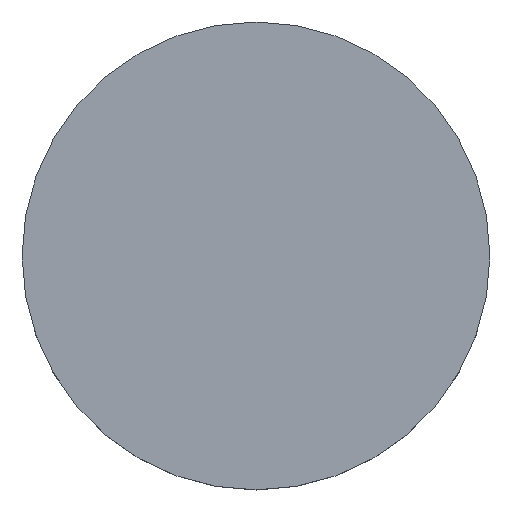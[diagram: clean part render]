
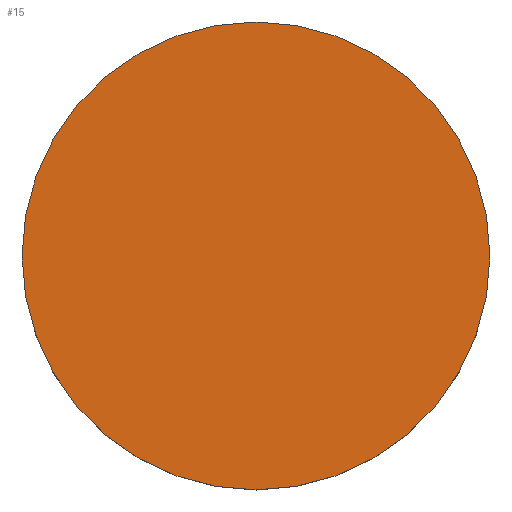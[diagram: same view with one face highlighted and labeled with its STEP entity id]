
A CAD part, top view. The second image highlights one B-rep face of the part: STEP entity #15.
In plain terms, the highlighted planar face has unit normal (0, 0, 1).
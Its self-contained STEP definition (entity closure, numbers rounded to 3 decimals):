
#5 = ORIENTED_EDGE ( 'NONE', *, *, #161, .F. ) ;
#15 = ADVANCED_FACE ( 'NONE', ( #183 ), #37, .T. ) ;
#23 = CARTESIAN_POINT ( 'NONE',  ( 25.4, 0., 5. ) ) ;
#24 = AXIS2_PLACEMENT_3D ( 'NONE', #173, #135, #191 ) ;
#37 = PLANE ( 'NONE',  #198 ) ;
#62 = CIRCLE ( 'NONE', #24, 25.4 ) ;
#76 = DIRECTION ( 'NONE',  ( 1., 0., 0. ) ) ;
#77 = DIRECTION ( 'NONE',  ( 0., 0., -1. ) ) ;
#89 = CARTESIAN_POINT ( 'NONE',  ( 0., 52.02, 5. ) ) ;
#125 = CIRCLE ( 'NONE', #220, 25.4 ) ;
#135 = DIRECTION ( 'NONE',  ( 0., 0., -1. ) ) ;
#140 = ORIENTED_EDGE ( 'NONE', *, *, #226, .F. ) ;
#161 = EDGE_CURVE ( 'NONE', #179, #181, #125, .T. ) ;
#173 = CARTESIAN_POINT ( 'NONE',  ( 0., 0., 5. ) ) ;
#179 = VERTEX_POINT ( 'NONE', #23 ) ;
#181 = VERTEX_POINT ( 'NONE', #227 ) ;
#183 = FACE_OUTER_BOUND ( 'NONE', #224, .T. ) ;
#188 = DIRECTION ( 'NONE',  ( 0., 0., 1. ) ) ;
#191 = DIRECTION ( 'NONE',  ( 1., 0., 0. ) ) ;
#192 = CARTESIAN_POINT ( 'NONE',  ( 0., 0., 5. ) ) ;
#198 = AXIS2_PLACEMENT_3D ( 'NONE', #89, #188, #218 ) ;
#218 = DIRECTION ( 'NONE',  ( 1., 0., 0. ) ) ;
#220 = AXIS2_PLACEMENT_3D ( 'NONE', #192, #77, #76 ) ;
#224 = EDGE_LOOP ( 'NONE', ( #5, #140 ) ) ;
#226 = EDGE_CURVE ( 'NONE', #181, #179, #62, .T. ) ;
#227 = CARTESIAN_POINT ( 'NONE',  ( -25.4, 0., 5. ) ) ;
